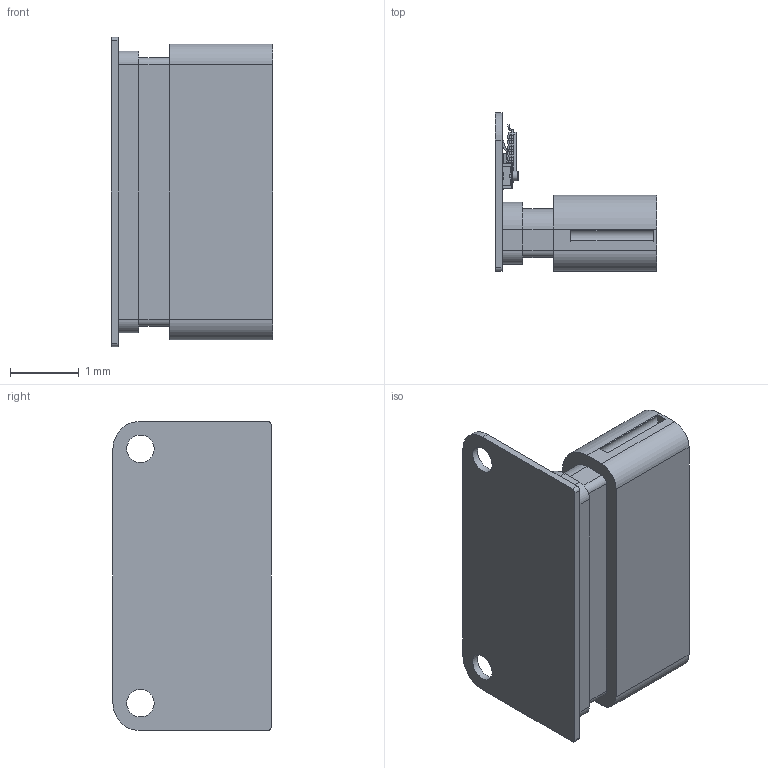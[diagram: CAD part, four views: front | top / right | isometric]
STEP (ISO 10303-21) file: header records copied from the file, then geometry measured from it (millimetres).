
FILE_DESCRIPTION(/* description */ (''),/* implementation_level */ '2;1');
FILE_NAME(/* name */ 'UART.stp',/* time_stamp */ '2020-07-07T00:15:28+07:00',/* author */ ('Trung'),/* organization */ (''),/* preprocessor_version */ 'ST-DEVELOPER v16.13',/* originating_system */ 'Autodesk Inventor 2018',/* authorisation */ '');
FILE_SCHEMA (('AUTOMOTIVE_DESIGN { 1 0 10303 214 3 1 1 }'));
Length unit declared in the file: millimetre
Products named in the file (5): Assembly1; UART; AMS1117_1; Part8; Part11
Assembly tree (4 placements, depth 2):
  Assembly1
    UART
    AMS1117_1
    Part8
    Part11
Bounding box: 2.35 x 2.3 x 4.5 mm (x, y, z)
Volume: 7.5 mm3; surface area: 83.5 mm2
Topology: 5 solids, 25 shells, 1091 faces, 3041 edges, 2044 vertices
Faces by surface type: plane 851, cylinder 200, bspline 39, torus 1
Full cylindrical faces by diameter (mm): 0.1 x1, 0.14 x1, 0.2 x9, 0.4 x2
Entity records: 37187 total; most frequent: CARTESIAN_POINT 8076, ORIENTED_EDGE 6068, DIRECTION 5374, EDGE_CURVE 3026, LINE 2428, VECTOR 2428, VERTEX_POINT 2043, AXIS2_PLACEMENT_3D 1473
